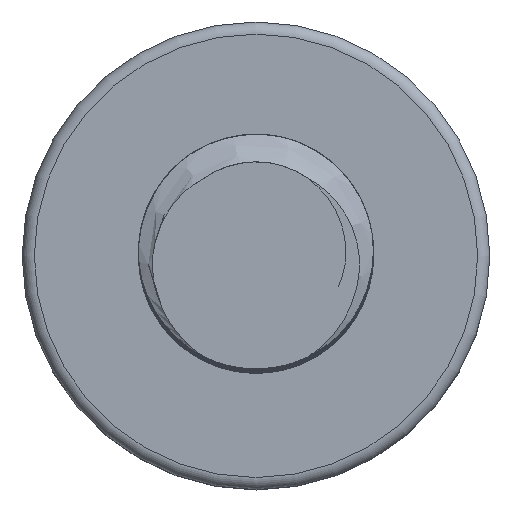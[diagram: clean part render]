
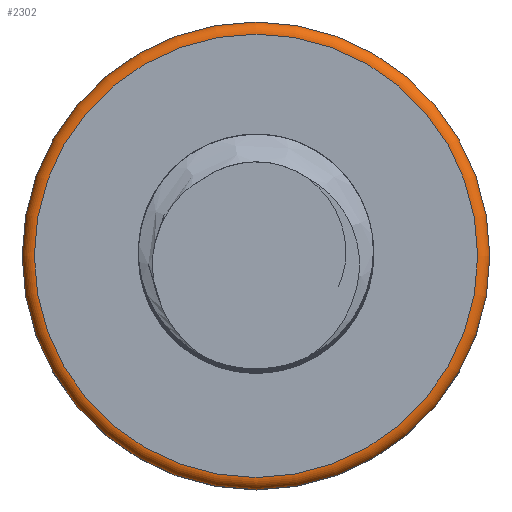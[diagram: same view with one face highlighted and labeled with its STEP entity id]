
A CAD part, top view. The second image highlights one B-rep face of the part: STEP entity #2302.
In plain terms, the highlighted toroidal (fillet/blend) face has major radius 1.825 mm and minor radius 0.1 mm.
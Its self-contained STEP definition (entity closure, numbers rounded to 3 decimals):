
#18=TOROIDAL_SURFACE('',#2445,1.825,0.1);
#158=FACE_OUTER_BOUND('',#282,.T.);
#282=EDGE_LOOP('',(#2069,#2070,#2071,#2072));
#292=CIRCLE('',#2443,1.925);
#293=CIRCLE('',#2446,1.825);
#294=CIRCLE('',#2447,0.1);
#1011=VERTEX_POINT('',#9535);
#1012=VERTEX_POINT('',#9540);
#1364=EDGE_CURVE('',#1011,#1011,#292,.T.);
#1366=EDGE_CURVE('',#1012,#1012,#293,.T.);
#1367=EDGE_CURVE('',#1012,#1011,#294,.T.);
#2069=ORIENTED_EDGE('',*,*,#1366,.T.);
#2070=ORIENTED_EDGE('',*,*,#1367,.T.);
#2071=ORIENTED_EDGE('',*,*,#1364,.T.);
#2072=ORIENTED_EDGE('',*,*,#1367,.F.);
#2302=ADVANCED_FACE('',(#158),#18,.T.);
#2443=AXIS2_PLACEMENT_3D('',#9536,#2837,#2838);
#2445=AXIS2_PLACEMENT_3D('',#9539,#2842,#2843);
#2446=AXIS2_PLACEMENT_3D('',#9541,#2844,#2845);
#2447=AXIS2_PLACEMENT_3D('',#9542,#2846,#2847);
#2837=DIRECTION('center_axis',(0.,0.,1.));
#2838=DIRECTION('ref_axis',(1.,0.,0.));
#2842=DIRECTION('center_axis',(0.,0.,1.));
#2843=DIRECTION('ref_axis',(1.,0.,0.));
#2844=DIRECTION('center_axis',(0.,0.,-1.));
#2845=DIRECTION('ref_axis',(1.,0.,0.));
#2846=DIRECTION('center_axis',(0.,-1.,0.));
#2847=DIRECTION('ref_axis',(-1.,0.,0.));
#9535=CARTESIAN_POINT('',(-1.925,0.,1.5));
#9536=CARTESIAN_POINT('Origin',(0.,0.,1.5));
#9539=CARTESIAN_POINT('Origin',(0.,0.,1.5));
#9540=CARTESIAN_POINT('',(-1.825,0.,1.6));
#9541=CARTESIAN_POINT('Origin',(0.,0.,1.6));
#9542=CARTESIAN_POINT('Origin',(-1.825,0.,1.5));
